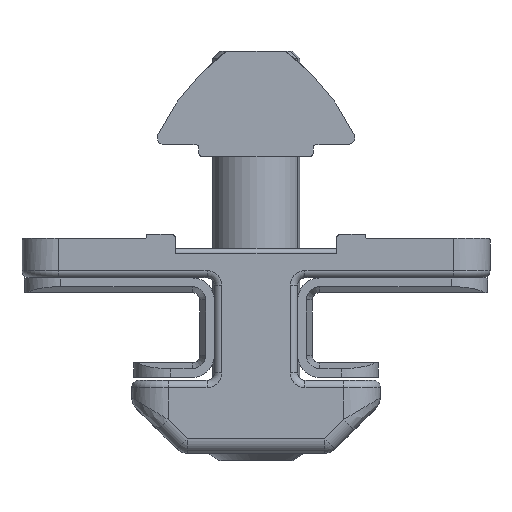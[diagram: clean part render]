
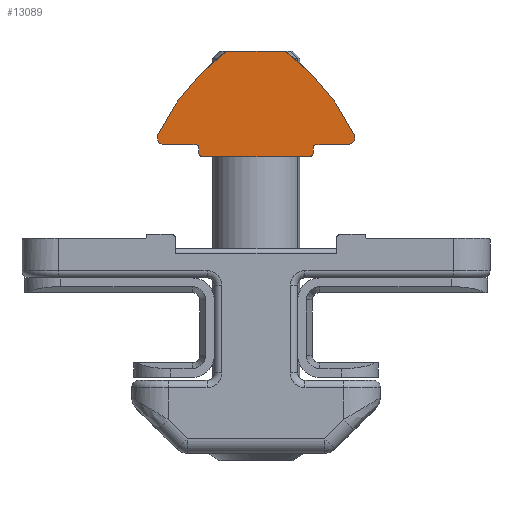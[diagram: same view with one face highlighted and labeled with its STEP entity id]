
A CAD part, front view. The second image highlights one B-rep face of the part: STEP entity #13089.
In plain terms, the highlighted planar face has unit normal (0, -1, 0).
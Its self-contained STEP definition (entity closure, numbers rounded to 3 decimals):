
#68 = DIRECTION ( 'NONE',  ( 0., 1., 0. ) ) ;
#466 = DIRECTION ( 'NONE',  ( 1., 0., 0. ) ) ;
#474 = CARTESIAN_POINT ( 'NONE',  ( 3.9, -35.5, 9.1 ) ) ;
#610 = DIRECTION ( 'NONE',  ( 0., 1., 0. ) ) ;
#798 = CARTESIAN_POINT ( 'NONE',  ( -6.25, -35.5, 9.6 ) ) ;
#854 = EDGE_CURVE ( 'NONE', #13027, #20941, #13207, .T. ) ;
#1044 = DIRECTION ( 'NONE',  ( 0., -1., 0. ) ) ;
#1185 = ORIENTED_EDGE ( 'NONE', *, *, #19775, .F. ) ;
#1231 = CIRCLE ( 'NONE', #7287, 0.5 ) ;
#1326 = CARTESIAN_POINT ( 'NONE',  ( -3.9, -35.5, 8.9 ) ) ;
#1355 = CIRCLE ( 'NONE', #6693, 0.2 ) ;
#1410 = EDGE_CURVE ( 'NONE', #20941, #8898, #15705, .T. ) ;
#1416 = CARTESIAN_POINT ( 'NONE',  ( -6.25, -35.5, 9.1 ) ) ;
#1577 = DIRECTION ( 'NONE',  ( 1., 0., 0. ) ) ;
#1867 = LINE ( 'NONE', #18739, #15457 ) ;
#2797 = ORIENTED_EDGE ( 'NONE', *, *, #18682, .T. ) ;
#2808 = CARTESIAN_POINT ( 'NONE',  ( -2., -35.5, 15.5 ) ) ;
#2889 = EDGE_CURVE ( 'NONE', #5378, #6778, #16439, .T. ) ;
#3221 = CARTESIAN_POINT ( 'NONE',  ( -3.7, -35.5, 8.3 ) ) ;
#3701 = CARTESIAN_POINT ( 'NONE',  ( -3.9, -35.5, 8.5 ) ) ;
#3943 = ORIENTED_EDGE ( 'NONE', *, *, #17431, .T. ) ;
#4256 = ORIENTED_EDGE ( 'NONE', *, *, #6593, .F. ) ;
#4535 = LINE ( 'NONE', #6109, #21955 ) ;
#4612 = DIRECTION ( 'NONE',  ( 1., 0., 0. ) ) ;
#4621 = EDGE_CURVE ( 'NONE', #5378, #7486, #1355, .T. ) ;
#4870 = DIRECTION ( 'NONE',  ( 0., 0., 1. ) ) ;
#5005 = DIRECTION ( 'NONE',  ( -1., 0., 0. ) ) ;
#5332 = DIRECTION ( 'NONE',  ( -1., 0., 0. ) ) ;
#5378 = VERTEX_POINT ( 'NONE', #19633 ) ;
#5570 = ORIENTED_EDGE ( 'NONE', *, *, #7438, .F. ) ;
#5586 = DIRECTION ( 'NONE',  ( 0., 1., 0. ) ) ;
#5926 = CARTESIAN_POINT ( 'NONE',  ( 3.9, -35.5, 8.9 ) ) ;
#5934 = AXIS2_PLACEMENT_3D ( 'NONE', #21575, #1044, #4612 ) ;
#6035 = CIRCLE ( 'NONE', #12776, 0.5 ) ;
#6109 = CARTESIAN_POINT ( 'NONE',  ( -3.9, -35.5, 8.3 ) ) ;
#6290 = CIRCLE ( 'NONE', #5934, 0.2 ) ;
#6593 = EDGE_CURVE ( 'NONE', #16948, #13027, #7796, .T. ) ;
#6693 = AXIS2_PLACEMENT_3D ( 'NONE', #13183, #16718, #13281 ) ;
#6777 = EDGE_CURVE ( 'NONE', #11469, #7486, #4535, .T. ) ;
#6778 = VERTEX_POINT ( 'NONE', #1416 ) ;
#6803 = ORIENTED_EDGE ( 'NONE', *, *, #2889, .F. ) ;
#6814 = DIRECTION ( 'NONE',  ( 0., 1., 0. ) ) ;
#6849 = DIRECTION ( 'NONE',  ( -1., 0., 0. ) ) ;
#6943 = CARTESIAN_POINT ( 'NONE',  ( 3.7, -35.5, 8.3 ) ) ;
#7049 = CARTESIAN_POINT ( 'NONE',  ( 3.9, -35.5, 8.5 ) ) ;
#7287 = AXIS2_PLACEMENT_3D ( 'NONE', #15515, #610, #20486 ) ;
#7438 = EDGE_CURVE ( 'NONE', #9662, #9517, #8514, .T. ) ;
#7478 = PLANE ( 'NONE',  #14940 ) ;
#7486 = VERTEX_POINT ( 'NONE', #1326 ) ;
#7501 = DIRECTION ( 'NONE',  ( 1., 0., 0. ) ) ;
#7796 = CIRCLE ( 'NONE', #13125, 15. ) ;
#8047 = DIRECTION ( 'NONE',  ( 1., 0., 0. ) ) ;
#8100 = EDGE_CURVE ( 'NONE', #6778, #20365, #1231, .T. ) ;
#8388 = DIRECTION ( 'NONE',  ( 0., 1., 0. ) ) ;
#8514 = LINE ( 'NONE', #17042, #13798 ) ;
#8673 = EDGE_CURVE ( 'NONE', #11593, #15051, #1867, .T. ) ;
#8791 = EDGE_LOOP ( 'NONE', ( #13173, #8930, #5570, #2797, #14465, #9026, #4256, #21001, #1185, #10520, #14919, #6803, #20690, #20056, #3943 ) ) ;
#8806 = DIRECTION ( 'NONE',  ( 1., 0., 0. ) ) ;
#8898 = VERTEX_POINT ( 'NONE', #14871 ) ;
#8905 = AXIS2_PLACEMENT_3D ( 'NONE', #12931, #19678, #7501 ) ;
#8930 = ORIENTED_EDGE ( 'NONE', *, *, #14346, .T. ) ;
#9026 = ORIENTED_EDGE ( 'NONE', *, *, #854, .F. ) ;
#9135 = CARTESIAN_POINT ( 'NONE',  ( 6.702, -35.5, 9.814 ) ) ;
#9517 = VERTEX_POINT ( 'NONE', #7049 ) ;
#9634 = VECTOR ( 'NONE', #9783, 1000. ) ;
#9646 = AXIS2_PLACEMENT_3D ( 'NONE', #11844, #68, #6849 ) ;
#9662 = VERTEX_POINT ( 'NONE', #5926 ) ;
#9783 = DIRECTION ( 'NONE',  ( -1., 0., 0. ) ) ;
#9803 = VERTEX_POINT ( 'NONE', #12013 ) ;
#10458 = CARTESIAN_POINT ( 'NONE',  ( -6.25, -35.5, 9.6 ) ) ;
#10520 = ORIENTED_EDGE ( 'NONE', *, *, #11909, .F. ) ;
#10962 = AXIS2_PLACEMENT_3D ( 'NONE', #13052, #8388, #1577 ) ;
#11348 = CARTESIAN_POINT ( 'NONE',  ( -3.7, -35.5, 8.5 ) ) ;
#11469 = VERTEX_POINT ( 'NONE', #3701 ) ;
#11593 = VERTEX_POINT ( 'NONE', #6943 ) ;
#11701 = AXIS2_PLACEMENT_3D ( 'NONE', #11348, #16349, #16966 ) ;
#11757 = EDGE_CURVE ( 'NONE', #9803, #16948, #21344, .T. ) ;
#11844 = CARTESIAN_POINT ( 'NONE',  ( 6.25, -35.5, 9.6 ) ) ;
#11909 = EDGE_CURVE ( 'NONE', #20365, #14307, #6035, .T. ) ;
#12013 = CARTESIAN_POINT ( 'NONE',  ( -2., -35.5, 15.5 ) ) ;
#12384 = VECTOR ( 'NONE', #8047, 1000. ) ;
#12776 = AXIS2_PLACEMENT_3D ( 'NONE', #10458, #6814, #8806 ) ;
#12931 = CARTESIAN_POINT ( 'NONE',  ( 4.1, -35.5, 8.9 ) ) ;
#13027 = VERTEX_POINT ( 'NONE', #9135 ) ;
#13052 = CARTESIAN_POINT ( 'NONE',  ( 6.854, -35.5, 3.392 ) ) ;
#13089 = ADVANCED_FACE ( 'NONE', ( #17453 ), #7478, .F. ) ;
#13125 = AXIS2_PLACEMENT_3D ( 'NONE', #13773, #20518, #5332 ) ;
#13173 = ORIENTED_EDGE ( 'NONE', *, *, #8673, .F. ) ;
#13183 = CARTESIAN_POINT ( 'NONE',  ( -4.1, -35.5, 8.9 ) ) ;
#13207 = CIRCLE ( 'NONE', #9646, 0.5 ) ;
#13281 = DIRECTION ( 'NONE',  ( 1., 0., 0. ) ) ;
#13773 = CARTESIAN_POINT ( 'NONE',  ( -6.854, -35.5, 3.392 ) ) ;
#13798 = VECTOR ( 'NONE', #15386, 1000. ) ;
#14035 = DIRECTION ( 'NONE',  ( -1., 0., 0. ) ) ;
#14307 = VERTEX_POINT ( 'NONE', #16268 ) ;
#14346 = EDGE_CURVE ( 'NONE', #11593, #9517, #6290, .T. ) ;
#14465 = ORIENTED_EDGE ( 'NONE', *, *, #1410, .F. ) ;
#14871 = CARTESIAN_POINT ( 'NONE',  ( 4.1, -35.5, 9.1 ) ) ;
#14919 = ORIENTED_EDGE ( 'NONE', *, *, #8100, .F. ) ;
#14940 = AXIS2_PLACEMENT_3D ( 'NONE', #798, #5586, #466 ) ;
#15051 = VERTEX_POINT ( 'NONE', #3221 ) ;
#15386 = DIRECTION ( 'NONE',  ( 0., 0., -1. ) ) ;
#15457 = VECTOR ( 'NONE', #5005, 1000. ) ;
#15498 = CARTESIAN_POINT ( 'NONE',  ( 2., -35.5, 15.5 ) ) ;
#15515 = CARTESIAN_POINT ( 'NONE',  ( -6.25, -35.5, 9.6 ) ) ;
#15705 = LINE ( 'NONE', #474, #16246 ) ;
#16246 = VECTOR ( 'NONE', #14035, 1000. ) ;
#16268 = CARTESIAN_POINT ( 'NONE',  ( -6.702, -35.5, 9.814 ) ) ;
#16337 = CARTESIAN_POINT ( 'NONE',  ( -3.9, -35.5, 9.1 ) ) ;
#16349 = DIRECTION ( 'NONE',  ( 0., -1., 0. ) ) ;
#16439 = LINE ( 'NONE', #16337, #9634 ) ;
#16718 = DIRECTION ( 'NONE',  ( 0., 1., 0. ) ) ;
#16948 = VERTEX_POINT ( 'NONE', #15498 ) ;
#16966 = DIRECTION ( 'NONE',  ( 1., 0., 0. ) ) ;
#17042 = CARTESIAN_POINT ( 'NONE',  ( 3.9, -35.5, 8.3 ) ) ;
#17431 = EDGE_CURVE ( 'NONE', #11469, #15051, #21245, .T. ) ;
#17453 = FACE_OUTER_BOUND ( 'NONE', #8791, .T. ) ;
#18466 = CIRCLE ( 'NONE', #8905, 0.2 ) ;
#18599 = CARTESIAN_POINT ( 'NONE',  ( 6.25, -35.5, 9.1 ) ) ;
#18682 = EDGE_CURVE ( 'NONE', #9662, #8898, #18466, .T. ) ;
#18739 = CARTESIAN_POINT ( 'NONE',  ( 3.9, -35.5, 8.3 ) ) ;
#19070 = CARTESIAN_POINT ( 'NONE',  ( -6.75, -35.5, 9.6 ) ) ;
#19633 = CARTESIAN_POINT ( 'NONE',  ( -4.1, -35.5, 9.1 ) ) ;
#19678 = DIRECTION ( 'NONE',  ( 0., 1., 0. ) ) ;
#19775 = EDGE_CURVE ( 'NONE', #14307, #9803, #21226, .T. ) ;
#20056 = ORIENTED_EDGE ( 'NONE', *, *, #6777, .F. ) ;
#20365 = VERTEX_POINT ( 'NONE', #19070 ) ;
#20486 = DIRECTION ( 'NONE',  ( 1., 0., 0. ) ) ;
#20518 = DIRECTION ( 'NONE',  ( 0., 1., 0. ) ) ;
#20690 = ORIENTED_EDGE ( 'NONE', *, *, #4621, .T. ) ;
#20941 = VERTEX_POINT ( 'NONE', #18599 ) ;
#21001 = ORIENTED_EDGE ( 'NONE', *, *, #11757, .F. ) ;
#21226 = CIRCLE ( 'NONE', #10962, 15. ) ;
#21245 = CIRCLE ( 'NONE', #11701, 0.2 ) ;
#21344 = LINE ( 'NONE', #2808, #12384 ) ;
#21575 = CARTESIAN_POINT ( 'NONE',  ( 3.7, -35.5, 8.5 ) ) ;
#21955 = VECTOR ( 'NONE', #4870, 1000. ) ;
